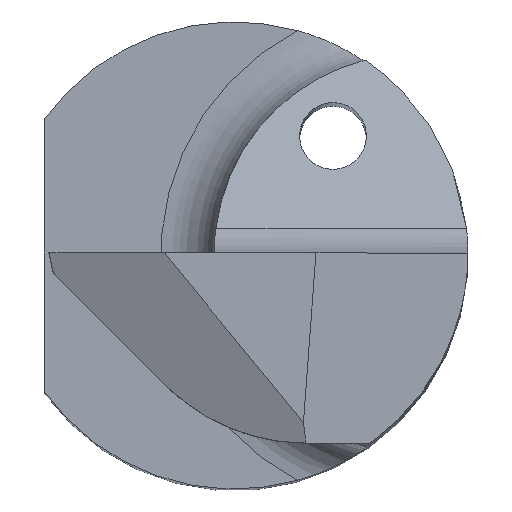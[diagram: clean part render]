
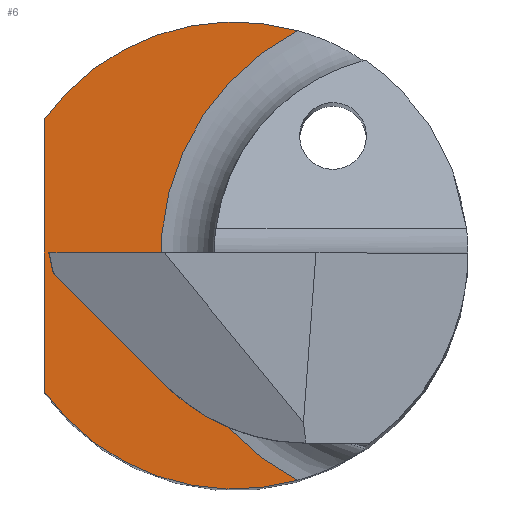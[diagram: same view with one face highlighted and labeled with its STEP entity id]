
A CAD part, top view. The second image highlights one B-rep face of the part: STEP entity #6.
In plain terms, the highlighted planar face has unit normal (0, 0, 1).
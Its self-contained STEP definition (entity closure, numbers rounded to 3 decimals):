
#2 = VERTEX_POINT ( 'NONE', #5 ) ;
#5 = CARTESIAN_POINT ( 'NONE',  ( -2.85, 2.032, 14.75 ) ) ;
#6 = ADVANCED_FACE ( 'NONE', ( #874 ), #736, .T. ) ;
#69 = CIRCLE ( 'NONE', #613, 3.791 ) ;
#74 = DIRECTION ( 'NONE',  ( -1., 0., 0. ) ) ;
#79 = CIRCLE ( 'NONE', #820, 3.5 ) ;
#98 = DIRECTION ( 'NONE',  ( -1., 0., 0. ) ) ;
#133 = EDGE_CURVE ( 'NONE', #2, #514, #79, .T. ) ;
#140 = CARTESIAN_POINT ( 'NONE',  ( 0.951, 3.368, 14.75 ) ) ;
#174 = DIRECTION ( 'NONE',  ( 0., 0., -1. ) ) ;
#197 = CARTESIAN_POINT ( 'NONE',  ( -2.85, -0.5, 14.75 ) ) ;
#243 = ORIENTED_EDGE ( 'NONE', *, *, #869, .T. ) ;
#251 = EDGE_CURVE ( 'NONE', #514, #677, #69, .T. ) ;
#295 = CARTESIAN_POINT ( 'NONE',  ( 0., 0., 14.75 ) ) ;
#308 = DIRECTION ( 'NONE',  ( -1., 0., 0. ) ) ;
#311 = CARTESIAN_POINT ( 'NONE',  ( 0., 0., 14.75 ) ) ;
#339 = CARTESIAN_POINT ( 'NONE',  ( -2.85, -2.032, 14.75 ) ) ;
#350 = DIRECTION ( 'NONE',  ( 0., -1., 0. ) ) ;
#364 = DIRECTION ( 'NONE',  ( 0., 0., 1. ) ) ;
#431 = VERTEX_POINT ( 'NONE', #339 ) ;
#459 = CARTESIAN_POINT ( 'NONE',  ( 2.691, 0., 14.75 ) ) ;
#464 = DIRECTION ( 'NONE',  ( 0., 0., -1. ) ) ;
#468 = ORIENTED_EDGE ( 'NONE', *, *, #133, .F. ) ;
#514 = VERTEX_POINT ( 'NONE', #140 ) ;
#525 = AXIS2_PLACEMENT_3D ( 'NONE', #295, #364, #74 ) ;
#583 = CARTESIAN_POINT ( 'NONE',  ( 0., 0., 14.75 ) ) ;
#602 = ORIENTED_EDGE ( 'NONE', *, *, #251, .F. ) ;
#611 = CIRCLE ( 'NONE', #827, 3.5 ) ;
#613 = AXIS2_PLACEMENT_3D ( 'NONE', #459, #626, #837 ) ;
#626 = DIRECTION ( 'NONE',  ( 0., 0., 1. ) ) ;
#633 = LINE ( 'NONE', #197, #750 ) ;
#666 = EDGE_CURVE ( 'NONE', #677, #431, #611, .T. ) ;
#677 = VERTEX_POINT ( 'NONE', #844 ) ;
#736 = PLANE ( 'NONE',  #525 ) ;
#738 = ORIENTED_EDGE ( 'NONE', *, *, #666, .F. ) ;
#750 = VECTOR ( 'NONE', #350, 1000. ) ;
#808 = EDGE_LOOP ( 'NONE', ( #738, #602, #468, #243 ) ) ;
#820 = AXIS2_PLACEMENT_3D ( 'NONE', #583, #464, #308 ) ;
#827 = AXIS2_PLACEMENT_3D ( 'NONE', #311, #174, #98 ) ;
#837 = DIRECTION ( 'NONE',  ( -1., 0., 0. ) ) ;
#844 = CARTESIAN_POINT ( 'NONE',  ( 0.951, -3.368, 14.75 ) ) ;
#869 = EDGE_CURVE ( 'NONE', #2, #431, #633, .T. ) ;
#874 = FACE_OUTER_BOUND ( 'NONE', #808, .T. ) ;
